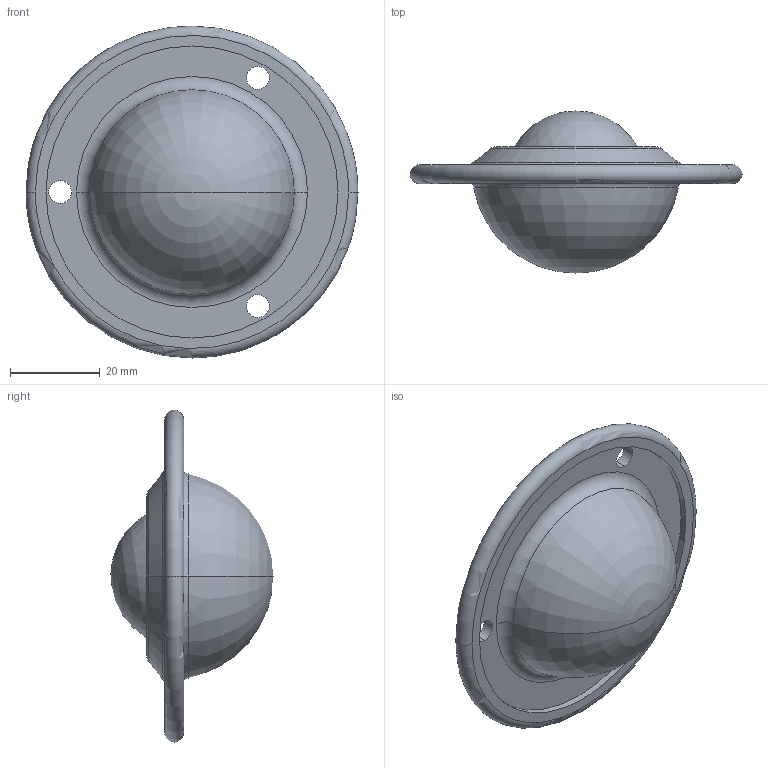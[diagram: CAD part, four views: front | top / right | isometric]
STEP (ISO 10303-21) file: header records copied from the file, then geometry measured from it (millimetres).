
FILE_DESCRIPTION (( 'STEP AP214' ), '1' );
FILE_NAME ('0014727.step', '2022-07-05T08:56:48', ( '' ), ( '' ), 'SwSTEP 2.0', 'SolidWorks 2020', '' );
FILE_SCHEMA (( 'AUTOMOTIVE_DESIGN' ));
Length unit declared in the file: millimetre
Products named in the file (1): 0014727
Bounding box: 73.9 x 36.09 x 73.9 mm (x, y, z)
Volume: 43708.8 mm3; surface area: 12916 mm2
Topology: 1 solids, 1 shells, 31 faces, 72 edges, 45 vertices
Faces by surface type: cylinder 12, torus 10, plane 5, cone 2, sphere 2
Entity records: 1552 total; most frequent: CARTESIAN_POINT 780, DIRECTION 180, ORIENTED_EDGE 134, AXIS2_PLACEMENT_3D 83, EDGE_CURVE 67, CIRCLE 51, VERTEX_POINT 43, EDGE_LOOP 42
